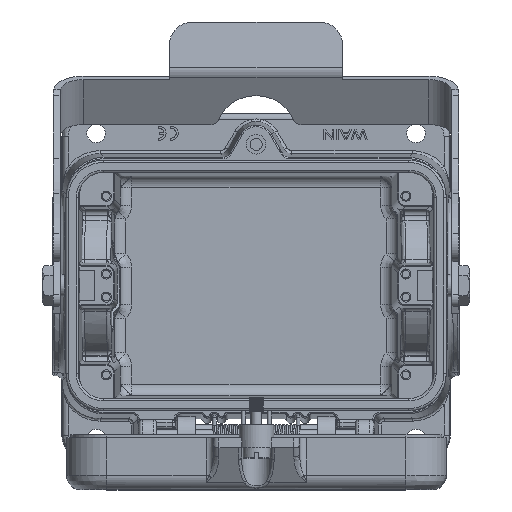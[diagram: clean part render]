
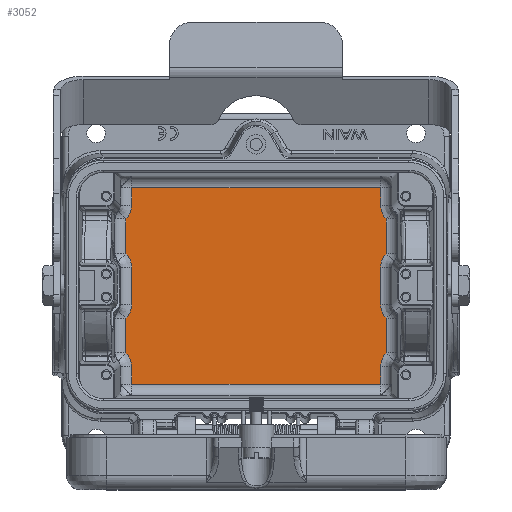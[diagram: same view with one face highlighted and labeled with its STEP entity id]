
A CAD part, top view. The second image highlights one B-rep face of the part: STEP entity #3052.
In plain terms, the highlighted planar face has unit normal (0, 0, 1).
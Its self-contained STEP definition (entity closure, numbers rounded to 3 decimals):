
#1762=FACE_OUTER_BOUND('',#6909,.T.);
#2192=ELLIPSE('',#17030,6.504,6.5);
#2205=ELLIPSE('',#17085,6.504,6.5);
#2229=ELLIPSE('',#17165,6.504,6.5);
#2230=ELLIPSE('',#17168,6.504,6.5);
#2233=ELLIPSE('',#17175,6.504,6.5);
#2260=ELLIPSE('',#17271,6.504,6.5);
#2371=ELLIPSE('',#17677,6.504,6.5);
#2380=ELLIPSE('',#17714,6.504,6.5);
#3052=ADVANCED_FACE('',(#1762),#3598,.T.);
#3598=PLANE('',#17715);
#4117=LINE('',#25611,#5234);
#4146=LINE('',#25828,#5263);
#4162=LINE('',#26206,#5279);
#4164=LINE('',#26216,#5281);
#4166=LINE('',#26224,#5283);
#4185=LINE('',#26682,#5302);
#4187=LINE('',#26705,#5304);
#4199=LINE('',#27153,#5316);
#4200=LINE('',#27159,#5317);
#4225=LINE('',#27839,#5342);
#4449=LINE('',#30793,#5566);
#4450=LINE('',#30812,#5567);
#5234=VECTOR('',#19634,1.);
#5263=VECTOR('',#19771,1.);
#5279=VECTOR('',#19845,1.);
#5281=VECTOR('',#19857,1.);
#5283=VECTOR('',#19865,1.);
#5302=VECTOR('',#19976,1.);
#5304=VECTOR('',#19992,1.);
#5316=VECTOR('',#20076,1.);
#5317=VECTOR('',#20083,1.);
#5342=VECTOR('',#20222,1.);
#5566=VECTOR('',#21316,1.);
#5567=VECTOR('',#21327,1.);
#6909=EDGE_LOOP('',(#10315,#10316,#10317,#10318,#10319,#10320,#10321,#10322,
#10323,#10324,#10325,#10326,#10327,#10328,#10329,#10330,#10331,#10332,#10333,
#10334));
#10315=ORIENTED_EDGE('',*,*,#15131,.F.);
#10316=ORIENTED_EDGE('',*,*,#15084,.F.);
#10317=ORIENTED_EDGE('',*,*,#15135,.F.);
#10318=ORIENTED_EDGE('',*,*,#14511,.F.);
#10319=ORIENTED_EDGE('',*,*,#14508,.F.);
#10320=ORIENTED_EDGE('',*,*,#14588,.F.);
#10321=ORIENTED_EDGE('',*,*,#14592,.F.);
#10322=ORIENTED_EDGE('',*,*,#14446,.F.);
#10323=ORIENTED_EDGE('',*,*,#14451,.F.);
#10324=ORIENTED_EDGE('',*,*,#14454,.F.);
#10325=ORIENTED_EDGE('',*,*,#14458,.F.);
#10326=ORIENTED_EDGE('',*,*,#14439,.F.);
#10327=ORIENTED_EDGE('',*,*,#14386,.F.);
#10328=ORIENTED_EDGE('',*,*,#14382,.F.);
#10329=ORIENTED_EDGE('',*,*,#14377,.F.);
#10330=ORIENTED_EDGE('',*,*,#14261,.F.);
#10331=ORIENTED_EDGE('',*,*,#14334,.F.);
#10332=ORIENTED_EDGE('',*,*,#14330,.F.);
#10333=ORIENTED_EDGE('',*,*,#14271,.F.);
#10334=ORIENTED_EDGE('',*,*,#15134,.F.);
#12577=VERTEX_POINT('',#25489);
#12580=VERTEX_POINT('',#25494);
#12587=VERTEX_POINT('',#25606);
#12589=VERTEX_POINT('',#25610);
#12630=VERTEX_POINT('',#25811);
#12650=VERTEX_POINT('',#26207);
#12652=VERTEX_POINT('',#26214);
#12654=VERTEX_POINT('',#26220);
#12689=VERTEX_POINT('',#26566);
#12695=VERTEX_POINT('',#26660);
#12696=VERTEX_POINT('',#26662);
#12699=VERTEX_POINT('',#26681);
#12700=VERTEX_POINT('',#26686);
#12726=VERTEX_POINT('',#27152);
#12727=VERTEX_POINT('',#27154);
#12729=VERTEX_POINT('',#27160);
#12770=VERTEX_POINT('',#27820);
#13031=VERTEX_POINT('',#30307);
#13032=VERTEX_POINT('',#30309);
#13053=VERTEX_POINT('',#30794);
#14261=EDGE_CURVE('',#12580,#12577,#2192,.T.);
#14271=EDGE_CURVE('',#12589,#12587,#4117,.T.);
#14330=EDGE_CURVE('',#12587,#12630,#2205,.T.);
#14334=EDGE_CURVE('',#12630,#12580,#4146,.T.);
#14377=EDGE_CURVE('',#12577,#12650,#4162,.T.);
#14382=EDGE_CURVE('',#12650,#12652,#4164,.T.);
#14386=EDGE_CURVE('',#12652,#12654,#4166,.T.);
#14439=EDGE_CURVE('',#12654,#12689,#2229,.T.);
#14446=EDGE_CURVE('',#12695,#12696,#2230,.T.);
#14451=EDGE_CURVE('',#12699,#12695,#4185,.T.);
#14454=EDGE_CURVE('',#12700,#12699,#2233,.T.);
#14458=EDGE_CURVE('',#12689,#12700,#4187,.T.);
#14508=EDGE_CURVE('',#12726,#12727,#4199,.T.);
#14511=EDGE_CURVE('',#12727,#12729,#4200,.T.);
#14588=EDGE_CURVE('',#12770,#12726,#2260,.T.);
#14592=EDGE_CURVE('',#12696,#12770,#4225,.T.);
#15084=EDGE_CURVE('',#13031,#13032,#2371,.T.);
#15131=EDGE_CURVE('',#13032,#13053,#4449,.T.);
#15134=EDGE_CURVE('',#13053,#12589,#2380,.T.);
#15135=EDGE_CURVE('',#12729,#13031,#4450,.T.);
#17030=AXIS2_PLACEMENT_3D('',#25495,#19623,#19624);
#17085=AXIS2_PLACEMENT_3D('',#25810,#19762,#19763);
#17165=AXIS2_PLACEMENT_3D('',#26565,#19961,#19962);
#17168=AXIS2_PLACEMENT_3D('',#26661,#19967,#19968);
#17175=AXIS2_PLACEMENT_3D('',#26687,#19983,#19984);
#17271=AXIS2_PLACEMENT_3D('',#27821,#20213,#20214);
#17677=AXIS2_PLACEMENT_3D('',#30308,#21239,#21240);
#17714=AXIS2_PLACEMENT_3D('',#30799,#21325,#21326);
#17715=AXIS2_PLACEMENT_3D('',#30813,#21328,#21329);
#19623=DIRECTION('',(0.,0.,1.));
#19624=DIRECTION('',(-0.707,0.707,0.));
#19634=DIRECTION('',(0.,-1.,0.));
#19762=DIRECTION('',(0.,0.,1.));
#19763=DIRECTION('',(-0.707,-0.707,0.));
#19771=DIRECTION('',(0.,-1.,0.));
#19845=DIRECTION('',(0.,-1.,0.));
#19857=DIRECTION('',(-1.,0.,0.));
#19865=DIRECTION('',(0.,1.,0.));
#19961=DIRECTION('',(0.,0.,1.));
#19962=DIRECTION('',(0.707,0.707,0.));
#19967=DIRECTION('',(0.,0.,1.));
#19968=DIRECTION('',(0.707,0.707,0.));
#19976=DIRECTION('',(0.,1.,0.));
#19983=DIRECTION('',(0.,0.,1.));
#19984=DIRECTION('',(0.707,-0.707,0.));
#19992=DIRECTION('',(0.,1.,0.));
#20076=DIRECTION('',(0.,1.,0.));
#20083=DIRECTION('',(1.,0.,0.));
#20213=DIRECTION('',(0.,0.,1.));
#20214=DIRECTION('',(0.707,-0.707,0.));
#20222=DIRECTION('',(0.,1.,0.));
#21239=DIRECTION('',(0.,0.,1.));
#21240=DIRECTION('',(-0.707,-0.707,0.));
#21316=DIRECTION('',(0.,-1.,0.));
#21325=DIRECTION('',(0.,0.,1.));
#21326=DIRECTION('',(-0.707,0.707,0.));
#21327=DIRECTION('',(0.,-1.,0.));
#21328=DIRECTION('',(0.,0.,1.));
#21329=DIRECTION('',(0.,-1.,0.));
#25489=CARTESIAN_POINT('',(200.825,60.081,70.437));
#25494=CARTESIAN_POINT('',(202.825,64.771,70.437));
#25495=CARTESIAN_POINT('',(207.327,60.077,70.437));
#25606=CARTESIAN_POINT('',(200.825,81.489,70.437));
#25610=CARTESIAN_POINT('',(200.825,94.581,70.437));
#25611=CARTESIAN_POINT('',(200.825,81.072,70.437));
#25810=CARTESIAN_POINT('',(207.327,81.494,70.437));
#25811=CARTESIAN_POINT('',(202.825,76.799,70.437));
#25828=CARTESIAN_POINT('',(202.825,57.981,70.437));
#26206=CARTESIAN_POINT('',(200.825,88.035,70.437));
#26207=CARTESIAN_POINT('',(200.825,53.862,70.437));
#26214=CARTESIAN_POINT('',(114.413,53.862,70.437));
#26216=CARTESIAN_POINT('',(92.565,53.862,70.437));
#26220=CARTESIAN_POINT('',(114.413,60.081,70.437));
#26224=CARTESIAN_POINT('',(114.413,60.498,70.437));
#26565=CARTESIAN_POINT('',(107.91,60.077,70.437));
#26566=CARTESIAN_POINT('',(112.413,64.771,70.437));
#26660=CARTESIAN_POINT('',(114.413,94.581,70.437));
#26661=CARTESIAN_POINT('',(107.91,94.577,70.437));
#26662=CARTESIAN_POINT('',(112.413,99.271,70.437));
#26681=CARTESIAN_POINT('',(114.413,81.489,70.437));
#26682=CARTESIAN_POINT('',(114.413,94.998,70.437));
#26686=CARTESIAN_POINT('',(112.413,76.799,70.437));
#26687=CARTESIAN_POINT('',(107.91,81.494,70.437));
#26705=CARTESIAN_POINT('',(112.413,88.035,70.437));
#27152=CARTESIAN_POINT('',(114.413,115.989,70.437));
#27153=CARTESIAN_POINT('',(114.413,115.56,70.437));
#27154=CARTESIAN_POINT('',(114.412,122.208,70.437));
#27159=CARTESIAN_POINT('',(157.619,122.208,70.437));
#27160=CARTESIAN_POINT('',(200.825,122.208,70.437));
#27820=CARTESIAN_POINT('',(112.413,111.299,70.437));
#27821=CARTESIAN_POINT('',(107.91,115.994,70.437));
#27839=CARTESIAN_POINT('',(112.413,88.035,70.437));
#30307=CARTESIAN_POINT('',(200.825,115.989,70.437));
#30308=CARTESIAN_POINT('',(207.327,115.994,70.437));
#30309=CARTESIAN_POINT('',(202.825,111.299,70.437));
#30793=CARTESIAN_POINT('',(202.825,88.035,70.437));
#30794=CARTESIAN_POINT('',(202.825,99.271,70.437));
#30799=CARTESIAN_POINT('',(207.327,94.577,70.437));
#30812=CARTESIAN_POINT('',(200.825,115.572,70.437));
#30813=CARTESIAN_POINT('',(157.619,88.035,70.437));
